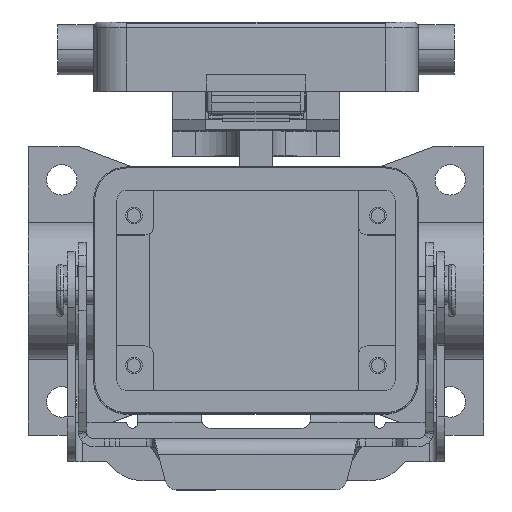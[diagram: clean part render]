
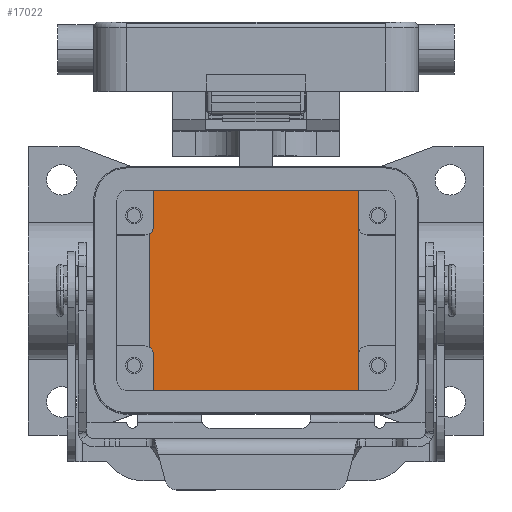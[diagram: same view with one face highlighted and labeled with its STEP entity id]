
A CAD part, top view. The second image highlights one B-rep face of the part: STEP entity #17022.
In plain terms, the highlighted planar face has unit normal (0, 0, 1).
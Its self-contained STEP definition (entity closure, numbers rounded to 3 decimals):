
#16949=CARTESIAN_POINT('',(0.0,0.,-42.0));
#16950=DIRECTION('',(0.0,0.0,1.0));
#16951=DIRECTION('',(1.0,0.0,0.0));
#16952=AXIS2_PLACEMENT_3D('',#16949,#16950,#16951);
#16953=PLANE('',#16952);
#16954=CARTESIAN_POINT('',(-19.25,10.201,-42.0));
#16955=VERTEX_POINT('',#16954);
#16956=CARTESIAN_POINT('',(-19.25,-10.201,-42.0));
#16957=VERTEX_POINT('',#16956);
#16958=CARTESIAN_POINT('',(-19.25,10.201,-42.0));
#16959=DIRECTION('',(0.0,-1.0,0.0));
#16960=VECTOR('',#16959,20.402);
#16961=LINE('',#16958,#16960);
#16962=EDGE_CURVE('',#16955,#16957,#16961,.T.);
#16963=ORIENTED_EDGE('',*,*,#16962,.T.);
#16964=CARTESIAN_POINT('',(-18.5,-11.5,-42.));
#16965=VERTEX_POINT('',#16964);
#16966=CARTESIAN_POINT('',(-20.0,-11.5,-42.0));
#16967=DIRECTION('',(0.0,0.0,-1.0));
#16968=DIRECTION('',(-1.0,0.0,0.0));
#16969=AXIS2_PLACEMENT_3D('',#16966,#16967,#16968);
#16970=CIRCLE('',#16969,1.5);
#16971=EDGE_CURVE('',#16957,#16965,#16970,.T.);
#16972=ORIENTED_EDGE('',*,*,#16971,.T.);
#16973=CARTESIAN_POINT('',(-18.5,-18.25,-42.));
#16974=VERTEX_POINT('',#16973);
#16975=CARTESIAN_POINT('',(-18.5,-11.5,-42.));
#16976=DIRECTION('',(0.0,-1.0,0.0));
#16977=VECTOR('',#16976,6.75);
#16978=LINE('',#16975,#16977);
#16979=EDGE_CURVE('',#16965,#16974,#16978,.T.);
#16980=ORIENTED_EDGE('',*,*,#16979,.T.);
#16981=CARTESIAN_POINT('',(18.5,-18.25,-42.));
#16982=VERTEX_POINT('',#16981);
#16983=CARTESIAN_POINT('',(-18.5,-18.25,-42.));
#16984=DIRECTION('',(1.0,0.0,0.0));
#16985=VECTOR('',#16984,37.0);
#16986=LINE('',#16983,#16985);
#16987=EDGE_CURVE('',#16974,#16982,#16986,.T.);
#16988=ORIENTED_EDGE('',*,*,#16987,.T.);
#16989=CARTESIAN_POINT('',(18.5,18.25,-42.));
#16990=VERTEX_POINT('',#16989);
#16991=CARTESIAN_POINT('',(18.5,-18.25,-42.));
#16992=DIRECTION('',(0.0,1.0,0.0));
#16993=VECTOR('',#16992,36.5);
#16994=LINE('',#16991,#16993);
#16995=EDGE_CURVE('',#16982,#16990,#16994,.T.);
#16996=ORIENTED_EDGE('',*,*,#16995,.T.);
#16997=CARTESIAN_POINT('',(-18.5,18.25,-42.));
#16998=VERTEX_POINT('',#16997);
#16999=CARTESIAN_POINT('',(18.5,18.25,-42.));
#17000=DIRECTION('',(-1.0,0.0,0.0));
#17001=VECTOR('',#17000,37.);
#17002=LINE('',#16999,#17001);
#17003=EDGE_CURVE('',#16990,#16998,#17002,.T.);
#17004=ORIENTED_EDGE('',*,*,#17003,.T.);
#17005=CARTESIAN_POINT('',(-18.5,11.5,-42.));
#17006=VERTEX_POINT('',#17005);
#17007=CARTESIAN_POINT('',(-18.5,18.25,-42.));
#17008=DIRECTION('',(0.0,-1.0,0.0));
#17009=VECTOR('',#17008,6.75);
#17010=LINE('',#17007,#17009);
#17011=EDGE_CURVE('',#16998,#17006,#17010,.T.);
#17012=ORIENTED_EDGE('',*,*,#17011,.T.);
#17013=CARTESIAN_POINT('',(-20.0,11.5,-42.0));
#17014=DIRECTION('',(0.0,0.0,-1.0));
#17015=DIRECTION('',(0.0,-1.0,0.0));
#17016=AXIS2_PLACEMENT_3D('',#17013,#17014,#17015);
#17017=CIRCLE('',#17016,1.5);
#17018=EDGE_CURVE('',#17006,#16955,#17017,.T.);
#17019=ORIENTED_EDGE('',*,*,#17018,.T.);
#17020=EDGE_LOOP('',(#16963,#16972,#16980,#16988,#16996,#17004,#17012,#17019));
#17021=FACE_OUTER_BOUND('',#17020,.T.);
#17022=ADVANCED_FACE('',(#17021),#16953,.T.);
